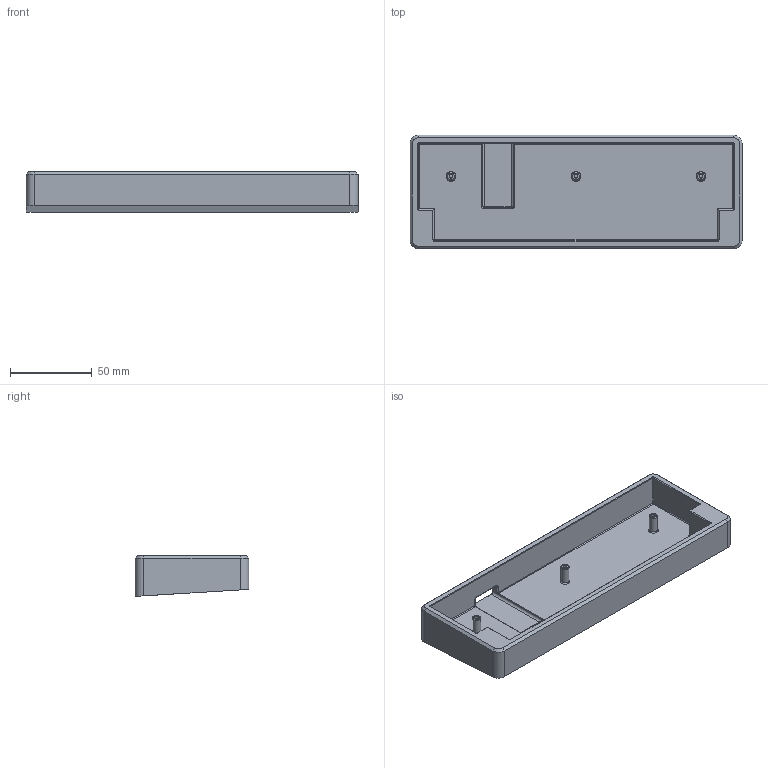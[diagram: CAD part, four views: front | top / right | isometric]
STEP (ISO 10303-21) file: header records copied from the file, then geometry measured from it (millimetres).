
FILE_DESCRIPTION(/* description */ ('STEP AP242','CAx-IF Rec.Pracs.---Representation and Presentation of Product Manufacturing Information (PMI)---4.0---2014-10-13','CAx-IF Rec.Pracs.---3D Tessellated Geometry---0.4---2014-09-14','2;1'),/* implementation_level */ '2;1');
FILE_NAME(/* name */ '61ac74b5b1953b21088275a6',/* time_stamp */ '2021-12-05T08:13:41+00:00',/* author */ (''),/* organization */ (''),/* preprocessor_version */ 'ST-DEVELOPER v18.1',/* originating_system */ ' ',/* authorisation */ ' ');
FILE_SCHEMA (('AP242_MANAGED_MODEL_BASED_3D_ENGINEERING_MIM_LF { 1 0 10303 442 1 1 4 }'));
Length unit declared in the file: metre
Products named in the file (1): Part_2
Bounding box: 202.5 x 69.15 x 24.83 mm (x, y, z)
Volume: 99241.6 mm3; surface area: 49946.8 mm2
Topology: 1 solids, 1 shells, 118 faces, 263 edges, 145 vertices
Faces by surface type: plane 42, cylinder 38, cone 16, torus 16, sphere 6
Full cylindrical faces by diameter (mm): 2.2 x3, 5 x3
Entity records: 3086 total; most frequent: DIRECTION 586, CARTESIAN_POINT 501, ORIENTED_EDGE 480, EDGE_CURVE 240, AXIS2_PLACEMENT_3D 227, VERTEX_POINT 142, EDGE_LOOP 138, FACE_BOUND 138
